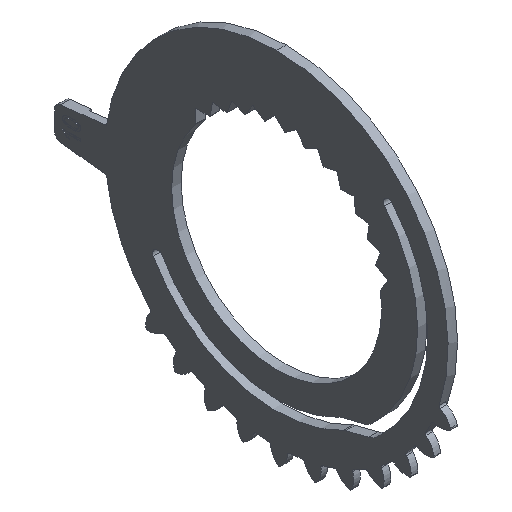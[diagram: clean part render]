
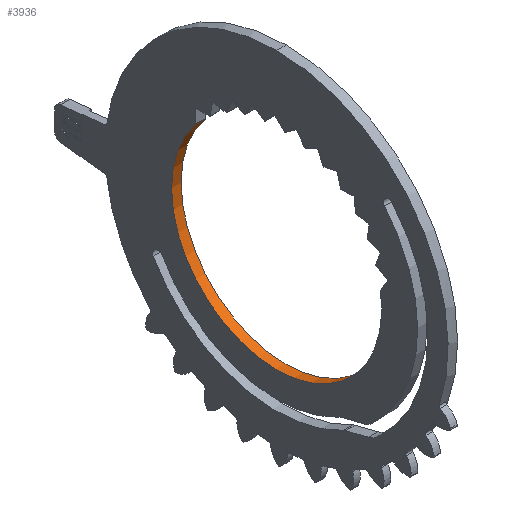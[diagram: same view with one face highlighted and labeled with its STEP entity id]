
A CAD part, isometric view. The second image highlights one B-rep face of the part: STEP entity #3936.
In plain terms, the highlighted cylindrical face has radius 15.5 mm (diameter 31 mm), a partial arc.
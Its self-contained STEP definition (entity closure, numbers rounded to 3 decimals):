
#296 = EDGE_CURVE ( 'NONE', #1167, #5092, #6697, .T. ) ;
#322 = AXIS2_PLACEMENT_3D ( 'NONE', #2374, #2409, #1935 ) ;
#341 = ORIENTED_EDGE ( 'NONE', *, *, #296, .F. ) ;
#463 = CIRCLE ( 'NONE', #2528, 15.5 ) ;
#773 = VECTOR ( 'NONE', #1348, 1000. ) ;
#1112 = LINE ( 'NONE', #5719, #2854 ) ;
#1167 = VERTEX_POINT ( 'NONE', #3969 ) ;
#1334 = ORIENTED_EDGE ( 'NONE', *, *, #3738, .T. ) ;
#1348 = DIRECTION ( 'NONE',  ( -1., 0., 0. ) ) ;
#1363 = EDGE_CURVE ( 'NONE', #3806, #1167, #1112, .T. ) ;
#1556 = DIRECTION ( 'NONE',  ( -1., 0., 0. ) ) ;
#1649 = CARTESIAN_POINT ( 'NONE',  ( 1.4, 0., 0. ) ) ;
#1935 = DIRECTION ( 'NONE',  ( 0., 0., -1. ) ) ;
#2360 = CARTESIAN_POINT ( 'NONE',  ( 0., 11.96, 9.859 ) ) ;
#2374 = CARTESIAN_POINT ( 'NONE',  ( 0., 0., 0. ) ) ;
#2409 = DIRECTION ( 'NONE',  ( 1., 0., 0. ) ) ;
#2528 = AXIS2_PLACEMENT_3D ( 'NONE', #4659, #5139, #3141 ) ;
#2668 = CYLINDRICAL_SURFACE ( 'NONE', #6076, 15.5 ) ;
#2854 = VECTOR ( 'NONE', #1556, 1000. ) ;
#3141 = DIRECTION ( 'NONE',  ( 0., 0., -1. ) ) ;
#3738 = EDGE_CURVE ( 'NONE', #3806, #4170, #463, .T. ) ;
#3806 = VERTEX_POINT ( 'NONE', #5641 ) ;
#3851 = ORIENTED_EDGE ( 'NONE', *, *, #1363, .F. ) ;
#3936 = ADVANCED_FACE ( 'NONE', ( #6286 ), #2668, .F. ) ;
#3969 = CARTESIAN_POINT ( 'NONE',  ( 0., -15.33, 2.291 ) ) ;
#4170 = VERTEX_POINT ( 'NONE', #5537 ) ;
#4424 = CARTESIAN_POINT ( 'NONE',  ( 1.4, 11.96, 9.859 ) ) ;
#4659 = CARTESIAN_POINT ( 'NONE',  ( 1.4, 0., 0. ) ) ;
#4798 = DIRECTION ( 'NONE',  ( 0., 0., 1. ) ) ;
#5092 = VERTEX_POINT ( 'NONE', #2360 ) ;
#5096 = EDGE_CURVE ( 'NONE', #4170, #5092, #6458, .T. ) ;
#5139 = DIRECTION ( 'NONE',  ( 1., 0., 0. ) ) ;
#5537 = CARTESIAN_POINT ( 'NONE',  ( 1.4, 11.96, 9.859 ) ) ;
#5641 = CARTESIAN_POINT ( 'NONE',  ( 1.4, -15.33, 2.291 ) ) ;
#5719 = CARTESIAN_POINT ( 'NONE',  ( 1.4, -15.33, 2.291 ) ) ;
#5805 = ORIENTED_EDGE ( 'NONE', *, *, #5096, .T. ) ;
#6076 = AXIS2_PLACEMENT_3D ( 'NONE', #1649, #6319, #4798 ) ;
#6109 = EDGE_LOOP ( 'NONE', ( #3851, #1334, #5805, #341 ) ) ;
#6286 = FACE_OUTER_BOUND ( 'NONE', #6109, .T. ) ;
#6319 = DIRECTION ( 'NONE',  ( -1., 0., 0. ) ) ;
#6458 = LINE ( 'NONE', #4424, #773 ) ;
#6697 = CIRCLE ( 'NONE', #322, 15.5 ) ;
